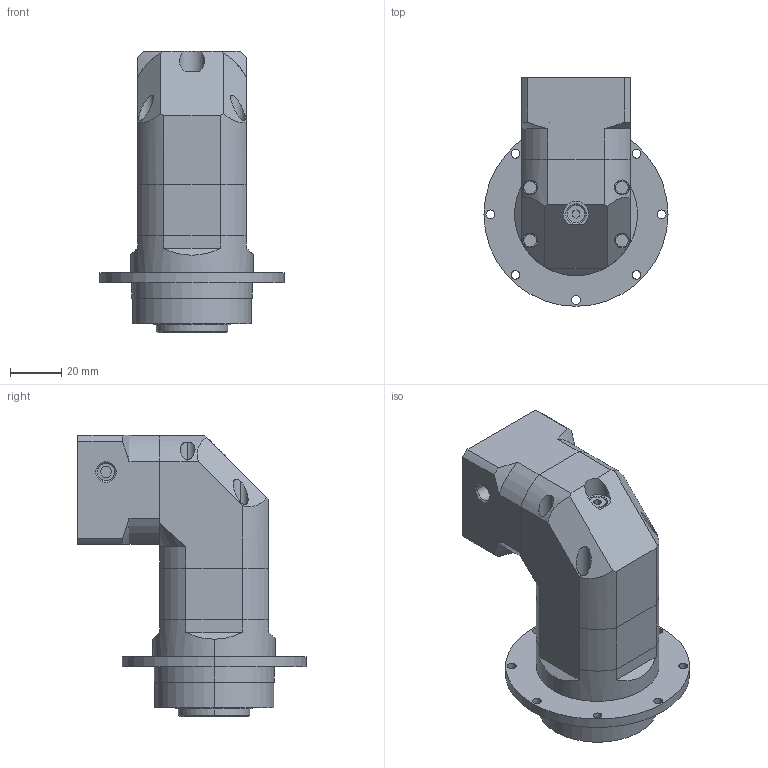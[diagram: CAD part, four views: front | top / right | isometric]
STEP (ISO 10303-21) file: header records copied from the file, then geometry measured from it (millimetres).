
FILE_DESCRIPTION (( 'STEP AP203' ), '1' );
FILE_NAME ('GPDR047-L2-(8-30-45-M3).STEP', '2024-08-20T06:06:00', ( '' ), ( '' ), 'SwSTEP 2.0', 'SolidWorks 2019', '' );
FILE_SCHEMA (( 'CONFIG_CONTROL_DESIGN' ));
Length unit declared in the file: millimetre
Products named in the file (3): GPDR047-L2-(8-30-45-M3); GPDR047-L2-(8-30-45-M3).STEP
Assembly tree (2 placements, depth 3):
  GPDR047-L2-(8-30-45-M3)
    GPDR047-L2-(8-30-45-M3).STEP
      GPDR047-L2-(8-30-45-M3).STEP
Bounding box: 72 x 89.3 x 110 mm (x, y, z)
Volume: 191867.7 mm3; surface area: 50582.7 mm2
Topology: 4 solids, 8 shells, 345 faces, 806 edges, 503 vertices
Faces by surface type: cylinder 163, plane 115, cone 67
Entity records: 10865 total; most frequent: CARTESIAN_POINT 2552, DIRECTION 1786, ORIENTED_EDGE 1564, EDGE_CURVE 782, AXIS2_PLACEMENT_3D 705, VERTEX_POINT 503, EDGE_LOOP 421, LINE 376
